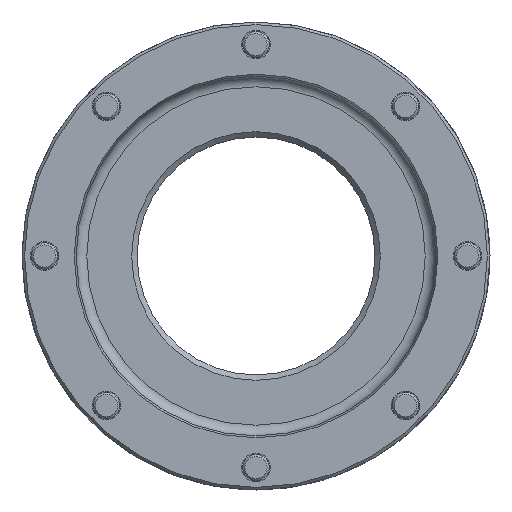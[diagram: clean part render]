
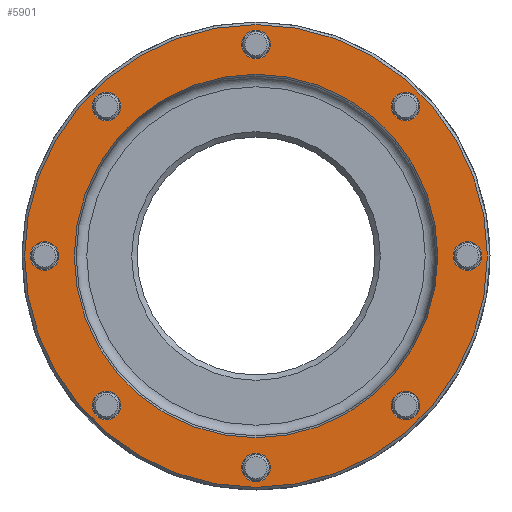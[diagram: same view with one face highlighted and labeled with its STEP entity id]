
A CAD part, left-side view. The second image highlights one B-rep face of the part: STEP entity #5901.
In plain terms, the highlighted planar face has unit normal (-1, 0, 0).
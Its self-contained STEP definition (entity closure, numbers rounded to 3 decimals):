
#2173=ORIENTED_EDGE('',*,*,#3023,.T.);
#2174=ORIENTED_EDGE('',*,*,#3026,.T.);
#2175=ORIENTED_EDGE('',*,*,#3028,.T.);
#2176=ORIENTED_EDGE('',*,*,#3029,.T.);
#2177=ORIENTED_EDGE('',*,*,#3030,.T.);
#2178=ORIENTED_EDGE('',*,*,#3031,.T.);
#2179=ORIENTED_EDGE('',*,*,#3032,.T.);
#2180=ORIENTED_EDGE('',*,*,#3033,.T.);
#2181=ORIENTED_EDGE('',*,*,#3034,.T.);
#2182=ORIENTED_EDGE('',*,*,#3009,.T.);
#3009=EDGE_CURVE('',#3561,#3561,#3921,.T.);
#3023=EDGE_CURVE('',#3569,#3569,#3935,.T.);
#3026=EDGE_CURVE('',#3572,#3572,#3938,.T.);
#3028=EDGE_CURVE('',#3574,#3574,#3940,.T.);
#3029=EDGE_CURVE('',#3575,#3575,#3941,.T.);
#3030=EDGE_CURVE('',#3576,#3576,#3942,.T.);
#3031=EDGE_CURVE('',#3577,#3577,#3943,.T.);
#3032=EDGE_CURVE('',#3578,#3578,#3944,.T.);
#3033=EDGE_CURVE('',#3579,#3579,#3945,.T.);
#3034=EDGE_CURVE('',#3580,#3580,#3946,.T.);
#3561=VERTEX_POINT('',#10058);
#3569=VERTEX_POINT('',#10083);
#3572=VERTEX_POINT('',#10092);
#3574=VERTEX_POINT('',#10101);
#3575=VERTEX_POINT('',#10103);
#3576=VERTEX_POINT('',#10105);
#3577=VERTEX_POINT('',#10107);
#3578=VERTEX_POINT('',#10109);
#3579=VERTEX_POINT('',#10111);
#3580=VERTEX_POINT('',#10113);
#3921=CIRCLE('',#6597,43.75);
#3935=CIRCLE('',#6614,2.7);
#3938=CIRCLE('',#6620,34.364);
#3940=CIRCLE('',#6627,2.7);
#3941=CIRCLE('',#6628,2.7);
#3942=CIRCLE('',#6629,2.7);
#3943=CIRCLE('',#6630,2.7);
#3944=CIRCLE('',#6631,2.7);
#3945=CIRCLE('',#6632,2.7);
#3946=CIRCLE('',#6633,2.7);
#4504=EDGE_LOOP('',(#2173));
#4505=EDGE_LOOP('',(#2174));
#4506=EDGE_LOOP('',(#2175));
#4507=EDGE_LOOP('',(#2176));
#4508=EDGE_LOOP('',(#2177));
#4509=EDGE_LOOP('',(#2178));
#4510=EDGE_LOOP('',(#2179));
#4511=EDGE_LOOP('',(#2180));
#4512=EDGE_LOOP('',(#2181));
#4513=EDGE_LOOP('',(#2182));
#5146=FACE_BOUND('',#4504,.T.);
#5147=FACE_BOUND('',#4505,.T.);
#5148=FACE_BOUND('',#4506,.T.);
#5149=FACE_BOUND('',#4507,.T.);
#5150=FACE_BOUND('',#4508,.T.);
#5151=FACE_BOUND('',#4509,.T.);
#5152=FACE_BOUND('',#4510,.T.);
#5153=FACE_BOUND('',#4511,.T.);
#5154=FACE_BOUND('',#4512,.T.);
#5155=FACE_BOUND('',#4513,.T.);
#5504=PLANE('',#6626);
#5901=ADVANCED_FACE('',(#5146,#5147,#5148,#5149,#5150,#5151,#5152,#5153,
#5154,#5155),#5504,.T.);
#6597=AXIS2_PLACEMENT_3D('',#10057,#8313,#8314);
#6614=AXIS2_PLACEMENT_3D('',#10082,#8347,#8348);
#6620=AXIS2_PLACEMENT_3D('',#10091,#8359,#8360);
#6626=AXIS2_PLACEMENT_3D('',#10099,#8371,#8372);
#6627=AXIS2_PLACEMENT_3D('',#10100,#8373,#8374);
#6628=AXIS2_PLACEMENT_3D('',#10102,#8375,#8376);
#6629=AXIS2_PLACEMENT_3D('',#10104,#8377,#8378);
#6630=AXIS2_PLACEMENT_3D('',#10106,#8379,#8380);
#6631=AXIS2_PLACEMENT_3D('',#10108,#8381,#8382);
#6632=AXIS2_PLACEMENT_3D('',#10110,#8383,#8384);
#6633=AXIS2_PLACEMENT_3D('',#10112,#8385,#8386);
#8313=DIRECTION('',(-1.,0.,0.));
#8314=DIRECTION('',(0.,0.,-1.));
#8347=DIRECTION('',(1.,0.,0.));
#8348=DIRECTION('',(0.,-1.,0.));
#8359=DIRECTION('',(1.,0.,0.));
#8360=DIRECTION('',(0.,0.,1.));
#8371=DIRECTION('',(-1.,0.,0.));
#8372=DIRECTION('',(0.,0.,-1.));
#8373=DIRECTION('',(1.,0.,0.));
#8374=DIRECTION('',(0.,-0.707,-0.707));
#8375=DIRECTION('',(1.,0.,0.));
#8376=DIRECTION('',(0.,0.,-1.));
#8377=DIRECTION('',(1.,0.,0.));
#8378=DIRECTION('',(0.,0.707,-0.707));
#8379=DIRECTION('',(1.,0.,0.));
#8380=DIRECTION('',(0.,1.,0.));
#8381=DIRECTION('',(1.,0.,0.));
#8382=DIRECTION('',(0.,0.707,0.707));
#8383=DIRECTION('',(1.,0.,0.));
#8384=DIRECTION('',(0.,0.,1.));
#8385=DIRECTION('',(1.,0.,0.));
#8386=DIRECTION('',(0.,-0.707,0.707));
#10057=CARTESIAN_POINT('',(-32.718,0.,0.));
#10058=CARTESIAN_POINT('',(-32.718,0.,-43.75));
#10082=CARTESIAN_POINT('',(-32.718,0.,40.));
#10083=CARTESIAN_POINT('',(-32.718,-2.7,40.));
#10091=CARTESIAN_POINT('',(-32.718,0.,0.));
#10092=CARTESIAN_POINT('',(-32.718,0.,34.364));
#10099=CARTESIAN_POINT('',(-32.718,0.,44.25));
#10100=CARTESIAN_POINT('',(-32.718,-28.284,28.284));
#10101=CARTESIAN_POINT('',(-32.718,-30.193,26.375));
#10102=CARTESIAN_POINT('',(-32.718,-40.,0.));
#10103=CARTESIAN_POINT('',(-32.718,-40.,-2.7));
#10104=CARTESIAN_POINT('',(-32.718,-28.284,-28.284));
#10105=CARTESIAN_POINT('',(-32.718,-26.375,-30.193));
#10106=CARTESIAN_POINT('',(-32.718,0.,-40.));
#10107=CARTESIAN_POINT('',(-32.718,2.7,-40.));
#10108=CARTESIAN_POINT('',(-32.718,28.284,-28.284));
#10109=CARTESIAN_POINT('',(-32.718,30.193,-26.375));
#10110=CARTESIAN_POINT('',(-32.718,40.,0.));
#10111=CARTESIAN_POINT('',(-32.718,40.,2.7));
#10112=CARTESIAN_POINT('',(-32.718,28.284,28.284));
#10113=CARTESIAN_POINT('',(-32.718,26.375,30.193));
